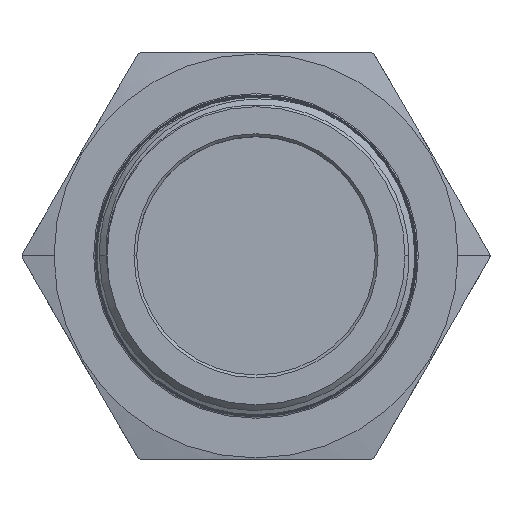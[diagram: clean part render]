
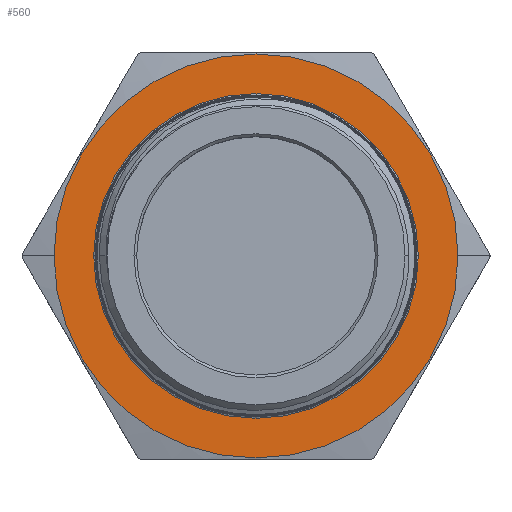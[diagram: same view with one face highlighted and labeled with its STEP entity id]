
A CAD part, top view. The second image highlights one B-rep face of the part: STEP entity #560.
In plain terms, the highlighted planar face has unit normal (0, 0, 1).
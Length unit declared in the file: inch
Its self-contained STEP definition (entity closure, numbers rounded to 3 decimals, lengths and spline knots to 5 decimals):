
#505 = ORIENTED_EDGE ( 'NONE', *, *, #3592, .F. ) ;
#509 = ORIENTED_EDGE ( 'NONE', *, *, #3652, .F. ) ;
#513 = ORIENTED_EDGE ( 'NONE', *, *, #3593, .T. ) ;
#520 = ORIENTED_EDGE ( 'NONE', *, *, #3671, .T. ) ;
#560 = ADVANCED_FACE ( 'NONE', ( #5894, #5896 ), #7086, .T. ) ;
#587 = VERTEX_POINT ( 'NONE', #7039 ) ;
#608 = VERTEX_POINT ( 'NONE', #7003 ) ;
#639 = VERTEX_POINT ( 'NONE', #6969 ) ;
#644 = VERTEX_POINT ( 'NONE', #6964 ) ;
#739 = EDGE_LOOP ( 'NONE', ( #520, #513 ) ) ;
#743 = EDGE_LOOP ( 'NONE', ( #509, #505 ) ) ;
#3592 = EDGE_CURVE ( 'NONE', #608, #639, #5942, .T. ) ;
#3593 = EDGE_CURVE ( 'NONE', #587, #644, #5943, .T. ) ;
#3652 = EDGE_CURVE ( 'NONE', #639, #608, #6002, .T. ) ;
#3671 = EDGE_CURVE ( 'NONE', #644, #587, #6028, .T. ) ;
#3738 = AXIS2_PLACEMENT_3D ( 'NONE', #7088, #7089, #7084 ) ;
#3753 = AXIS2_PLACEMENT_3D ( 'NONE', #7338, #7339, #7340 ) ;
#3754 = AXIS2_PLACEMENT_3D ( 'NONE', #7341, #7342, #7343 ) ;
#3773 = AXIS2_PLACEMENT_3D ( 'NONE', #6702, #6703, #6704 ) ;
#3785 = AXIS2_PLACEMENT_3D ( 'NONE', #6774, #6775, #6776 ) ;
#5894 = FACE_OUTER_BOUND ( 'NONE', #743, .T. ) ;
#5896 = FACE_BOUND ( 'NONE', #739, .T. ) ;
#5942 = CIRCLE ( 'NONE', #3753, 1.49 ) ;
#5943 = CIRCLE ( 'NONE', #3754, 1.1975 ) ;
#6002 = CIRCLE ( 'NONE', #3773, 1.49 ) ;
#6028 = CIRCLE ( 'NONE', #3785, 1.1975 ) ;
#6702 = CARTESIAN_POINT ( 'NONE',  ( 0., 0., 0.33 ) ) ;
#6703 = DIRECTION ( 'NONE',  ( 0., 0., -1. ) ) ;
#6704 = DIRECTION ( 'NONE',  ( -1., 0., 0. ) ) ;
#6774 = CARTESIAN_POINT ( 'NONE',  ( 0., 0., 0.33 ) ) ;
#6775 = DIRECTION ( 'NONE',  ( 0., 0., -1. ) ) ;
#6776 = DIRECTION ( 'NONE',  ( 1., 0., 0. ) ) ;
#6964 = CARTESIAN_POINT ( 'NONE',  ( 1.1975, 0., 0.33 ) ) ;
#6969 = CARTESIAN_POINT ( 'NONE',  ( -1.49, 0., 0.33 ) ) ;
#7003 = CARTESIAN_POINT ( 'NONE',  ( 1.49, 0., 0.33 ) ) ;
#7039 = CARTESIAN_POINT ( 'NONE',  ( -1.1975, 0., 0.33 ) ) ;
#7084 = DIRECTION ( 'NONE',  ( 1., 0., 0. ) ) ;
#7086 = PLANE ( 'NONE',  #3738 ) ;
#7088 = CARTESIAN_POINT ( 'NONE',  ( -0.86603, -1.5, 0.33 ) ) ;
#7089 = DIRECTION ( 'NONE',  ( 0., 0., 1. ) ) ;
#7338 = CARTESIAN_POINT ( 'NONE',  ( 0., 0., 0.33 ) ) ;
#7339 = DIRECTION ( 'NONE',  ( 0., 0., -1. ) ) ;
#7340 = DIRECTION ( 'NONE',  ( -1., 0., 0. ) ) ;
#7341 = CARTESIAN_POINT ( 'NONE',  ( 0., 0., 0.33 ) ) ;
#7342 = DIRECTION ( 'NONE',  ( 0., 0., -1. ) ) ;
#7343 = DIRECTION ( 'NONE',  ( 1., 0., 0. ) ) ;
